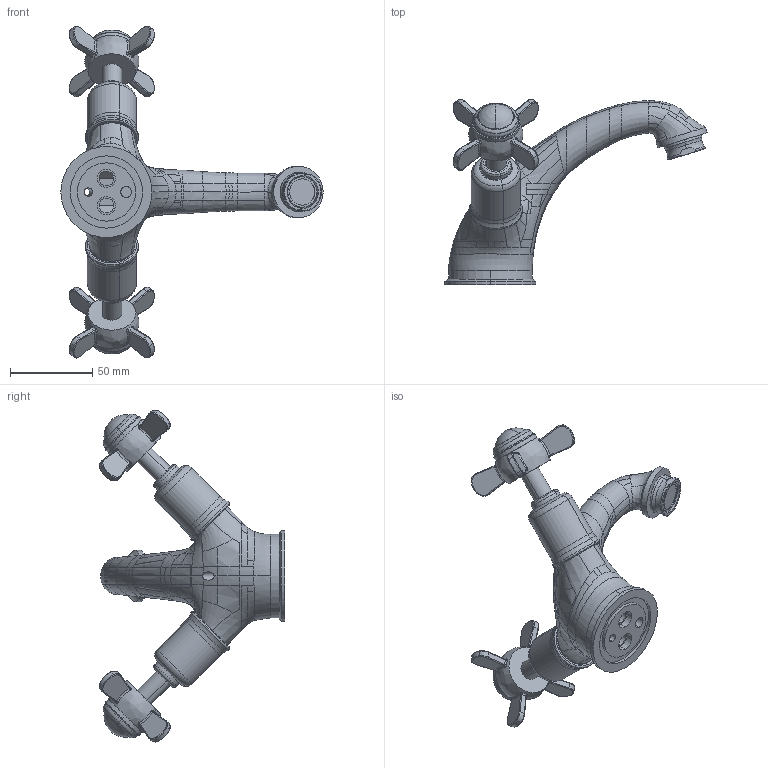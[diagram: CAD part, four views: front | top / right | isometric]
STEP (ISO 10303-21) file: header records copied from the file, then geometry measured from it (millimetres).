
FILE_DESCRIPTION((''),'2;1');
FILE_NAME('98169_ASM','2018-08-13T',('MQ'),(''),'PRO/ENGINEER BY PARAMETRIC TECHNOLOGY CORPORATION, 2012130','PRO/ENGINEER BY PARAMETRIC TECHNOLOGY CORPORATION, 2012130','');
FILE_SCHEMA(('CONFIG_CONTROL_DESIGN'));
Products named in the file (15): MANIFOLD_SOLID_BREP_567; MANIFOLD_SOLID_BREP_568; MANIFOLD_SOLID_BREP_569; MANIFOLD_SOLID_BREP_570; MANIFOLD_SOLID_BREP_571; MANIFOLD_SOLID_BREP_572; MANIFOLD_SOLID_BREP_573; MANIFOLD_SOLID_BREP_574; MANIFOLD_SOLID_BREP_575; MANIFOLD_SOLID_BREP_576; MANIFOLD_SOLID_BREP_577; MANIFOLD_SOLID_BREP_578; MANIFOLD_SOLID_BREP_579; ADMI0493TIOV_ASM; 98169_ASM
Assembly tree (14 placements, depth 3):
  98169_ASM
    ADMI0493TIOV_ASM
      MANIFOLD_SOLID_BREP_567
      MANIFOLD_SOLID_BREP_568
      MANIFOLD_SOLID_BREP_569
      MANIFOLD_SOLID_BREP_570
      MANIFOLD_SOLID_BREP_571
      MANIFOLD_SOLID_BREP_572
      MANIFOLD_SOLID_BREP_573
      MANIFOLD_SOLID_BREP_574
      MANIFOLD_SOLID_BREP_575
      MANIFOLD_SOLID_BREP_576
      MANIFOLD_SOLID_BREP_577
      MANIFOLD_SOLID_BREP_578
      MANIFOLD_SOLID_BREP_579
Bounding box: 159.82 x 113.06 x 202.3 mm (x, y, z)
Volume: 62160.6 mm3; surface area: 91306.5 mm2
Topology: 12 solids, 13 shells, 1172 faces, 3056 edges, 1917 vertices
Faces by surface type: bspline 547, plane 257, cylinder 198, torus 110, cone 56, sphere 4
Entity records: 63528 total; most frequent: CARTESIAN_POINT 38810, ORIENTED_EDGE 6059, DIRECTION 3529, EDGE_CURVE 3043, VERTEX_POINT 1917, B_SPLINE_CURVE_WITH_KNOTS 1615, AXIS2_PLACEMENT_3D 1434, EDGE_LOOP 1241
